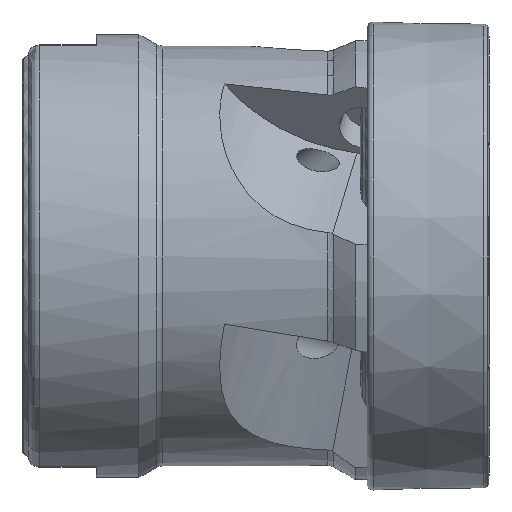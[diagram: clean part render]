
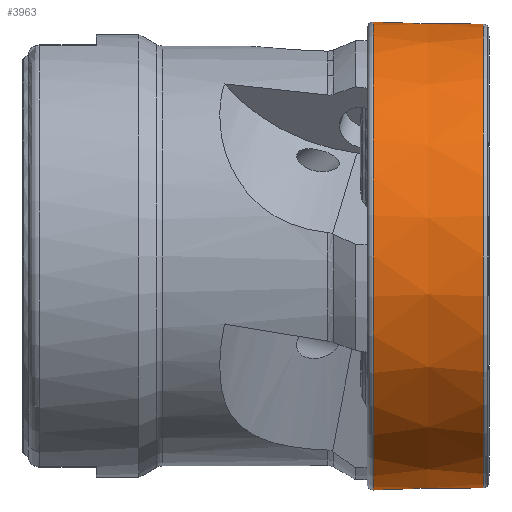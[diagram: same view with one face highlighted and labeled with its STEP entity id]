
A CAD part, front view. The second image highlights one B-rep face of the part: STEP entity #3963.
In plain terms, the highlighted conical face has half-angle 1.067 degrees and reference radius 19.889 mm.
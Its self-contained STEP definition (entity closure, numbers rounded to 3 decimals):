
#775 = ORIENTED_EDGE ( 'NONE', *, *, #5958, .T. ) ;
#1232 = CARTESIAN_POINT ( 'NONE',  ( -0.038, 19.889, 0. ) ) ;
#1240 = DIRECTION ( 'NONE',  ( -1., 0., 0. ) ) ;
#1448 = DIRECTION ( 'NONE',  ( 1., 0., 0. ) ) ;
#1797 = CIRCLE ( 'NONE', #6498, 19.889 ) ;
#2077 = EDGE_LOOP ( 'NONE', ( #4009 ) ) ;
#2457 = VERTEX_POINT ( 'NONE', #2950 ) ;
#2591 = CONICAL_SURFACE ( 'NONE', #3268, 19.889, 0.019 ) ;
#2853 = CARTESIAN_POINT ( 'NONE',  ( -0.038, 0., 0. ) ) ;
#2950 = CARTESIAN_POINT ( 'NONE',  ( -9.465, 20.064, 0. ) ) ;
#3268 = AXIS2_PLACEMENT_3D ( 'NONE', #5218, #1240, #4676 ) ;
#3412 = DIRECTION ( 'NONE',  ( 0., 1., 0. ) ) ;
#3963 = ADVANCED_FACE ( 'NONE', ( #4778, #4960 ), #2591, .T. ) ;
#4009 = ORIENTED_EDGE ( 'NONE', *, *, #4407, .F. ) ;
#4119 = VERTEX_POINT ( 'NONE', #1232 ) ;
#4407 = EDGE_CURVE ( 'NONE', #4119, #4119, #1797, .T. ) ;
#4676 = DIRECTION ( 'NONE',  ( 0., -1., 0. ) ) ;
#4726 = EDGE_LOOP ( 'NONE', ( #775 ) ) ;
#4778 = FACE_OUTER_BOUND ( 'NONE', #4726, .T. ) ;
#4820 = CARTESIAN_POINT ( 'NONE',  ( -9.465, 0., 0. ) ) ;
#4878 = AXIS2_PLACEMENT_3D ( 'NONE', #4820, #1448, #5379 ) ;
#4960 = FACE_BOUND ( 'NONE', #2077, .T. ) ;
#5218 = CARTESIAN_POINT ( 'NONE',  ( -0.038, 0., 0. ) ) ;
#5379 = DIRECTION ( 'NONE',  ( 0., 1., 0. ) ) ;
#5958 = EDGE_CURVE ( 'NONE', #2457, #2457, #6430, .T. ) ;
#6430 = CIRCLE ( 'NONE', #4878, 20.064 ) ;
#6498 = AXIS2_PLACEMENT_3D ( 'NONE', #2853, #6752, #3412 ) ;
#6752 = DIRECTION ( 'NONE',  ( 1., 0., 0. ) ) ;
